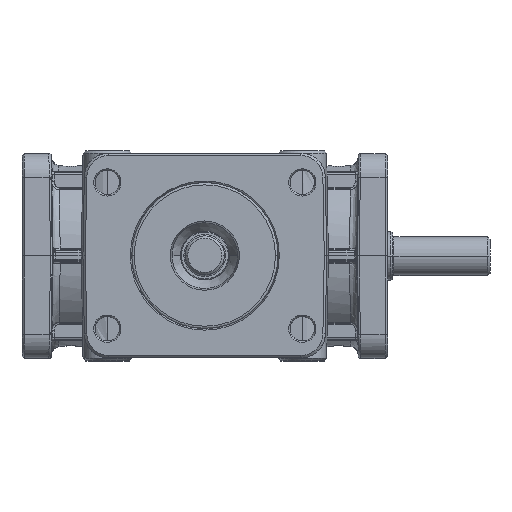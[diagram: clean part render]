
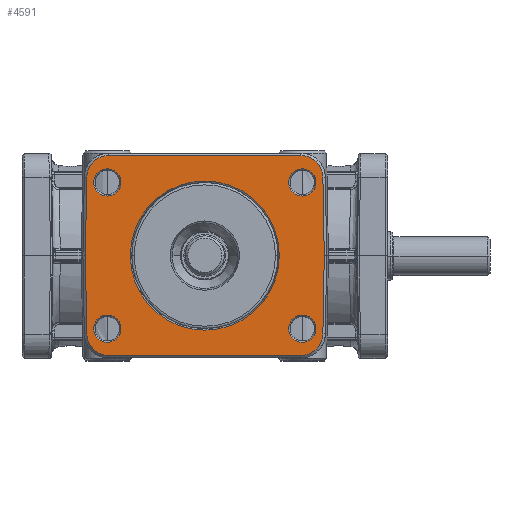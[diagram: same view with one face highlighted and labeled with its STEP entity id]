
A CAD part, top view. The second image highlights one B-rep face of the part: STEP entity #4591.
In plain terms, the highlighted planar face has unit normal (0, 0, 1).
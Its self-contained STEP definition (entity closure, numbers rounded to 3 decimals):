
#4591=ADVANCED_FACE('',(#10116,#10117,#10118,#10119,#10120,#10121),#10122,.T.);
#10116=FACE_OUTER_BOUND('',#38898,.T.);
#10117=FACE_BOUND('',#38899,.T.);
#10118=FACE_BOUND('',#38900,.T.);
#10119=FACE_BOUND('',#38901,.T.);
#10120=FACE_BOUND('',#38902,.T.);
#10121=FACE_BOUND('',#38903,.T.);
#10122=PLANE('',#38904);
#38898=EDGE_LOOP('',(#83957,#83958,#83959,#83960,#83961,#83962,#83963,#83964,#83965,#83966));
#38899=EDGE_LOOP('',(#83967,#83968));
#38900=EDGE_LOOP('',(#83969,#83970));
#38901=EDGE_LOOP('',(#83971,#83972));
#38902=EDGE_LOOP('',(#83973,#83974));
#38903=EDGE_LOOP('',(#83975,#83976));
#38904=AXIS2_PLACEMENT_3D('',#83977,#83978,#83979);
#83957=ORIENTED_EDGE('',*,*,#95745,.F.);
#83958=ORIENTED_EDGE('',*,*,#95746,.F.);
#83959=ORIENTED_EDGE('',*,*,#95747,.F.);
#83960=ORIENTED_EDGE('',*,*,#95748,.F.);
#83961=ORIENTED_EDGE('',*,*,#95749,.F.);
#83962=ORIENTED_EDGE('',*,*,#95750,.F.);
#83963=ORIENTED_EDGE('',*,*,#95751,.F.);
#83964=ORIENTED_EDGE('',*,*,#95752,.F.);
#83965=ORIENTED_EDGE('',*,*,#95753,.F.);
#83966=ORIENTED_EDGE('',*,*,#95754,.F.);
#83967=ORIENTED_EDGE('',*,*,#95755,.F.);
#83968=ORIENTED_EDGE('',*,*,#92360,.F.);
#83969=ORIENTED_EDGE('',*,*,#95756,.F.);
#83970=ORIENTED_EDGE('',*,*,#92352,.F.);
#83971=ORIENTED_EDGE('',*,*,#95757,.F.);
#83972=ORIENTED_EDGE('',*,*,#91062,.F.);
#83973=ORIENTED_EDGE('',*,*,#95758,.F.);
#83974=ORIENTED_EDGE('',*,*,#92356,.F.);
#83975=ORIENTED_EDGE('',*,*,#95743,.F.);
#83976=ORIENTED_EDGE('',*,*,#92364,.F.);
#83977=CARTESIAN_POINT('',(-9.375,0.0,60.0));
#83978=DIRECTION('',(0.0,0.0,1.0));
#83979=DIRECTION('',(1.0,-0.0,0.0));
#91062=EDGE_CURVE('',#98601,#98603,#98604,.T.);
#92352=EDGE_CURVE('',#100855,#100857,#100858,.T.);
#92356=EDGE_CURVE('',#100861,#100863,#100864,.T.);
#92360=EDGE_CURVE('',#100867,#100869,#100870,.T.);
#92364=EDGE_CURVE('',#100873,#100875,#100876,.T.);
#95743=EDGE_CURVE('',#100875,#100873,#105772,.T.);
#95745=EDGE_CURVE('',#105774,#105775,#105776,.T.);
#95746=EDGE_CURVE('',#105777,#105774,#105778,.T.);
#95747=EDGE_CURVE('',#105779,#105777,#105780,.T.);
#95748=EDGE_CURVE('',#105781,#105779,#105782,.T.);
#95749=EDGE_CURVE('',#105783,#105781,#105784,.T.);
#95750=EDGE_CURVE('',#105785,#105783,#105786,.T.);
#95751=EDGE_CURVE('',#105787,#105785,#105788,.T.);
#95752=EDGE_CURVE('',#105789,#105787,#105790,.T.);
#95753=EDGE_CURVE('',#105791,#105789,#105792,.T.);
#95754=EDGE_CURVE('',#105775,#105791,#105793,.T.);
#95755=EDGE_CURVE('',#100869,#100867,#105794,.T.);
#95756=EDGE_CURVE('',#100857,#100855,#105795,.T.);
#95757=EDGE_CURVE('',#98603,#98601,#105796,.T.);
#95758=EDGE_CURVE('',#100863,#100861,#105797,.T.);
#98601=VERTEX_POINT('',#109675);
#98603=VERTEX_POINT('',#109678);
#98604=CIRCLE('',#109679,15.291);
#100855=VERTEX_POINT('',#114735);
#100857=VERTEX_POINT('',#114738);
#100858=CIRCLE('',#114739,2.789);
#100861=VERTEX_POINT('',#114743);
#100863=VERTEX_POINT('',#114746);
#100864=CIRCLE('',#114747,2.789);
#100867=VERTEX_POINT('',#114751);
#100869=VERTEX_POINT('',#114754);
#100870=CIRCLE('',#114755,2.789);
#100873=VERTEX_POINT('',#114759);
#100875=VERTEX_POINT('',#114762);
#100876=CIRCLE('',#114763,2.789);
#105772=CIRCLE('',#127128,2.789);
#105774=VERTEX_POINT('',#127130);
#105775=VERTEX_POINT('',#127131);
#105776=LINE('',#127132,#127133);
#105777=VERTEX_POINT('',#127134);
#105778=CIRCLE('',#127135,4.5);
#105779=VERTEX_POINT('',#127136);
#105780=LINE('',#127137,#127138);
#105781=VERTEX_POINT('',#127139);
#105782=LINE('',#127140,#127141);
#105783=VERTEX_POINT('',#127142);
#105784=CIRCLE('',#127143,4.5);
#105785=VERTEX_POINT('',#127144);
#105786=LINE('',#127145,#127146);
#105787=VERTEX_POINT('',#127147);
#105788=CIRCLE('',#127148,4.5);
#105789=VERTEX_POINT('',#127149);
#105790=LINE('',#127150,#127151);
#105791=VERTEX_POINT('',#127152);
#105792=LINE('',#127153,#127154);
#105793=CIRCLE('',#127155,4.5);
#105794=CIRCLE('',#127156,2.789);
#105795=CIRCLE('',#127157,2.789);
#105796=CIRCLE('',#127158,15.291);
#105797=CIRCLE('',#127159,2.789);
#109675=CARTESIAN_POINT('',(15.291,0.,60.0));
#109678=CARTESIAN_POINT('',(-15.291,0.,60.0));
#109679=AXIS2_PLACEMENT_3D('',#139106,#139107,#139108);
#114735=CARTESIAN_POINT('',(-22.789,-15.0,60.0));
#114738=CARTESIAN_POINT('',(-17.211,-15.0,60.0));
#114739=AXIS2_PLACEMENT_3D('',#140841,#140842,#140843);
#114743=CARTESIAN_POINT('',(-22.789,15.0,60.0));
#114746=CARTESIAN_POINT('',(-17.211,15.0,60.0));
#114747=AXIS2_PLACEMENT_3D('',#140846,#140847,#140848);
#114751=CARTESIAN_POINT('',(17.211,15.0,60.0));
#114754=CARTESIAN_POINT('',(22.789,15.0,60.0));
#114755=AXIS2_PLACEMENT_3D('',#140851,#140852,#140853);
#114759=CARTESIAN_POINT('',(17.211,-15.0,60.0));
#114762=CARTESIAN_POINT('',(22.789,-15.0,60.0));
#114763=AXIS2_PLACEMENT_3D('',#140856,#140857,#140858);
#127128=AXIS2_PLACEMENT_3D('',#144424,#144425,#144426);
#127130=CARTESIAN_POINT('',(19.72,-20.5,60.0));
#127131=CARTESIAN_POINT('',(-19.72,-20.5,60.0));
#127132=CARTESIAN_POINT('',(19.72,-20.5,60.0));
#127133=VECTOR('',#144427,39.44);
#127134=CARTESIAN_POINT('',(24.219,-16.079,60.0));
#127135=AXIS2_PLACEMENT_3D('',#144428,#144429,#144430);
#127136=CARTESIAN_POINT('',(24.5,0.,60.0));
#127137=CARTESIAN_POINT('',(24.5,0.,60.0));
#127138=VECTOR('',#144431,16.081);
#127139=CARTESIAN_POINT('',(24.219,16.079,60.0));
#127140=CARTESIAN_POINT('',(24.219,16.079,60.0));
#127141=VECTOR('',#144432,16.081);
#127142=CARTESIAN_POINT('',(19.72,20.5,60.0));
#127143=AXIS2_PLACEMENT_3D('',#144433,#144434,#144435);
#127144=CARTESIAN_POINT('',(-19.72,20.5,60.0));
#127145=CARTESIAN_POINT('',(-19.72,20.5,60.0));
#127146=VECTOR('',#144436,39.44);
#127147=CARTESIAN_POINT('',(-24.219,16.079,60.0));
#127148=AXIS2_PLACEMENT_3D('',#144437,#144438,#144439);
#127149=CARTESIAN_POINT('',(-24.5,0.,60.0));
#127150=CARTESIAN_POINT('',(-24.5,0.,60.0));
#127151=VECTOR('',#144440,16.081);
#127152=CARTESIAN_POINT('',(-24.219,-16.079,60.0));
#127153=CARTESIAN_POINT('',(-24.219,-16.079,60.0));
#127154=VECTOR('',#144441,16.081);
#127155=AXIS2_PLACEMENT_3D('',#144442,#144443,#144444);
#127156=AXIS2_PLACEMENT_3D('',#144445,#144446,#144447);
#127157=AXIS2_PLACEMENT_3D('',#144448,#144449,#144450);
#127158=AXIS2_PLACEMENT_3D('',#144451,#144452,#144453);
#127159=AXIS2_PLACEMENT_3D('',#144454,#144455,#144456);
#139106=CARTESIAN_POINT('',(0.0,0.0,60.0));
#139107=DIRECTION('',(0.0,0.0,1.0));
#139108=DIRECTION('',(1.0,0.0,0.0));
#140841=CARTESIAN_POINT('',(-20.0,-15.0,60.0));
#140842=DIRECTION('',(0.0,0.0,1.0));
#140843=DIRECTION('',(-1.0,0.0,0.0));
#140846=CARTESIAN_POINT('',(-20.0,15.0,60.0));
#140847=DIRECTION('',(0.0,0.0,1.0));
#140848=DIRECTION('',(-1.0,0.0,0.0));
#140851=CARTESIAN_POINT('',(20.0,15.0,60.0));
#140852=DIRECTION('',(0.0,0.0,1.0));
#140853=DIRECTION('',(-1.0,0.0,0.0));
#140856=CARTESIAN_POINT('',(20.0,-15.0,60.0));
#140857=DIRECTION('',(0.0,0.0,1.0));
#140858=DIRECTION('',(-1.0,0.0,0.0));
#144424=CARTESIAN_POINT('',(20.0,-15.0,60.0));
#144425=DIRECTION('',(0.0,0.0,1.0));
#144426=DIRECTION('',(-1.0,0.0,0.0));
#144427=DIRECTION('',(-1.0,0.0,0.0));
#144428=CARTESIAN_POINT('',(19.72,-16.0,60.0));
#144429=DIRECTION('',(0.0,0.0,-1.0));
#144430=DIRECTION('',(0.0,-1.0,0.0));
#144431=DIRECTION('',(-0.017,-1.,0.0));
#144432=DIRECTION('',(0.017,-1.,0.0));
#144433=CARTESIAN_POINT('',(19.72,16.0,60.0));
#144434=DIRECTION('',(0.0,0.0,-1.0));
#144435=DIRECTION('',(1.,0.017,0.0));
#144436=DIRECTION('',(1.0,0.0,0.0));
#144437=CARTESIAN_POINT('',(-19.72,16.0,60.0));
#144438=DIRECTION('',(0.0,0.0,-1.0));
#144439=DIRECTION('',(0.0,1.0,0.0));
#144440=DIRECTION('',(0.017,1.,0.0));
#144441=DIRECTION('',(-0.017,1.,0.0));
#144442=CARTESIAN_POINT('',(-19.72,-16.0,60.0));
#144443=DIRECTION('',(-0.0,0.0,-1.0));
#144444=DIRECTION('',(-1.,-0.017,0.0));
#144445=CARTESIAN_POINT('',(20.0,15.0,60.0));
#144446=DIRECTION('',(0.0,0.0,1.0));
#144447=DIRECTION('',(-1.0,0.0,0.0));
#144448=CARTESIAN_POINT('',(-20.0,-15.0,60.0));
#144449=DIRECTION('',(0.0,0.0,1.0));
#144450=DIRECTION('',(-1.0,0.0,0.0));
#144451=CARTESIAN_POINT('',(0.0,0.0,60.0));
#144452=DIRECTION('',(0.0,0.0,1.0));
#144453=DIRECTION('',(1.0,0.0,0.0));
#144454=CARTESIAN_POINT('',(-20.0,15.0,60.0));
#144455=DIRECTION('',(0.0,0.0,1.0));
#144456=DIRECTION('',(-1.0,0.0,0.0));
